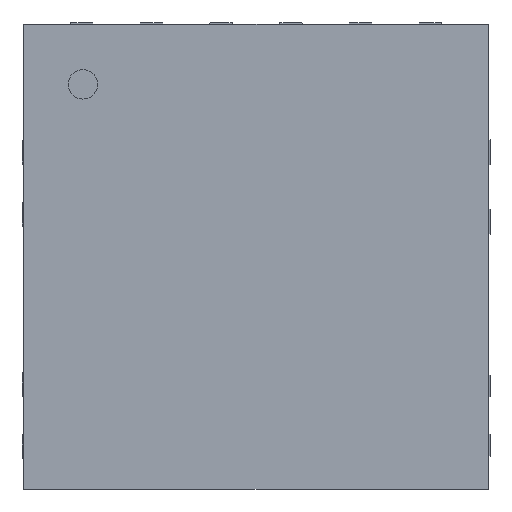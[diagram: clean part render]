
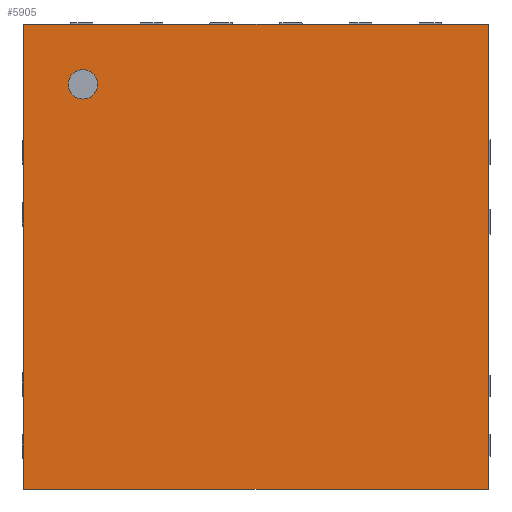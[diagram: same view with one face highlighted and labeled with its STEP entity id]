
A CAD part, top view. The second image highlights one B-rep face of the part: STEP entity #5905.
In plain terms, the highlighted planar face has unit normal (0, 0, 1).
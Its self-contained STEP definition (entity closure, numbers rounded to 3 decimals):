
#186 = CARTESIAN_POINT ( 'NONE',  ( -1.5, -1.5, 0.75 ) ) ;
#534 = EDGE_CURVE ( 'NONE', #4463, #2954, #9858, .T. ) ;
#645 = CARTESIAN_POINT ( 'NONE',  ( -1.5, 1.5, 0.75 ) ) ;
#1064 = DIRECTION ( 'NONE',  ( 1., 0., 0. ) ) ;
#1378 = ORIENTED_EDGE ( 'NONE', *, *, #534, .T. ) ;
#1638 = CARTESIAN_POINT ( 'NONE',  ( -1.5, 1.5, 0.75 ) ) ;
#1730 = FACE_OUTER_BOUND ( 'NONE', #2619, .T. ) ;
#1879 = VERTEX_POINT ( 'NONE', #5888 ) ;
#1962 = EDGE_CURVE ( 'NONE', #6533, #7325, #2869, .T. ) ;
#1984 = DIRECTION ( 'NONE',  ( 1., 0., 0. ) ) ;
#2197 = LINE ( 'NONE', #645, #6799 ) ;
#2445 = ORIENTED_EDGE ( 'NONE', *, *, #9924, .T. ) ;
#2619 = EDGE_LOOP ( 'NONE', ( #2445, #3587, #8598, #1378 ) ) ;
#2869 = CIRCLE ( 'NONE', #7529, 0.095 ) ;
#2954 = VERTEX_POINT ( 'NONE', #10291 ) ;
#3302 = FACE_BOUND ( 'NONE', #6214, .T. ) ;
#3304 = EDGE_CURVE ( 'NONE', #8703, #4463, #2197, .T. ) ;
#3327 = EDGE_CURVE ( 'NONE', #7325, #6533, #8120, .T. ) ;
#3399 = CARTESIAN_POINT ( 'NONE',  ( 0., 0., 0.75 ) ) ;
#3440 = CARTESIAN_POINT ( 'NONE',  ( -1.5, -1.5, 0.75 ) ) ;
#3579 = VECTOR ( 'NONE', #5528, 1000. ) ;
#3587 = ORIENTED_EDGE ( 'NONE', *, *, #5188, .T. ) ;
#3969 = CARTESIAN_POINT ( 'NONE',  ( -1.5, 1.5, 0.75 ) ) ;
#4312 = DIRECTION ( 'NONE',  ( 0., 0., 1. ) ) ;
#4325 = CARTESIAN_POINT ( 'NONE',  ( -1.022, 1.111, 0.75 ) ) ;
#4463 = VERTEX_POINT ( 'NONE', #3440 ) ;
#4899 = DIRECTION ( 'NONE',  ( 0., 0., 1. ) ) ;
#5109 = VECTOR ( 'NONE', #10243, 1000. ) ;
#5188 = EDGE_CURVE ( 'NONE', #1879, #8703, #8546, .T. ) ;
#5528 = DIRECTION ( 'NONE',  ( -1., 0., 0. ) ) ;
#5640 = DIRECTION ( 'NONE',  ( 1., 0., 0. ) ) ;
#5728 = VECTOR ( 'NONE', #1064, 1000. ) ;
#5888 = CARTESIAN_POINT ( 'NONE',  ( 1.5, 1.5, 0.75 ) ) ;
#5905 = ADVANCED_FACE ( 'NONE', ( #3302, #1730 ), #8145, .T. ) ;
#5941 = CARTESIAN_POINT ( 'NONE',  ( -1.117, 1.111, 0.75 ) ) ;
#6214 = EDGE_LOOP ( 'NONE', ( #7841, #6561 ) ) ;
#6533 = VERTEX_POINT ( 'NONE', #8393 ) ;
#6561 = ORIENTED_EDGE ( 'NONE', *, *, #1962, .F. ) ;
#6799 = VECTOR ( 'NONE', #9974, 1000. ) ;
#6888 = CARTESIAN_POINT ( 'NONE',  ( -1.117, 1.111, 0.75 ) ) ;
#7325 = VERTEX_POINT ( 'NONE', #4325 ) ;
#7529 = AXIS2_PLACEMENT_3D ( 'NONE', #5941, #4312, #1984 ) ;
#7765 = CARTESIAN_POINT ( 'NONE',  ( 1.5, 1.5, 0.75 ) ) ;
#7841 = ORIENTED_EDGE ( 'NONE', *, *, #3327, .F. ) ;
#8120 = CIRCLE ( 'NONE', #10324, 0.095 ) ;
#8145 = PLANE ( 'NONE',  #9123 ) ;
#8393 = CARTESIAN_POINT ( 'NONE',  ( -1.212, 1.111, 0.75 ) ) ;
#8499 = DIRECTION ( 'NONE',  ( 0., 0., 1. ) ) ;
#8546 = LINE ( 'NONE', #3969, #3579 ) ;
#8598 = ORIENTED_EDGE ( 'NONE', *, *, #3304, .T. ) ;
#8703 = VERTEX_POINT ( 'NONE', #1638 ) ;
#9123 = AXIS2_PLACEMENT_3D ( 'NONE', #3399, #4899, #5640 ) ;
#9381 = LINE ( 'NONE', #7765, #5109 ) ;
#9858 = LINE ( 'NONE', #186, #5728 ) ;
#9924 = EDGE_CURVE ( 'NONE', #2954, #1879, #9381, .T. ) ;
#9974 = DIRECTION ( 'NONE',  ( 0., -1., 0. ) ) ;
#10138 = DIRECTION ( 'NONE',  ( 1., 0., 0. ) ) ;
#10243 = DIRECTION ( 'NONE',  ( 0., 1., 0. ) ) ;
#10291 = CARTESIAN_POINT ( 'NONE',  ( 1.5, -1.5, 0.75 ) ) ;
#10324 = AXIS2_PLACEMENT_3D ( 'NONE', #6888, #8499, #10138 ) ;
